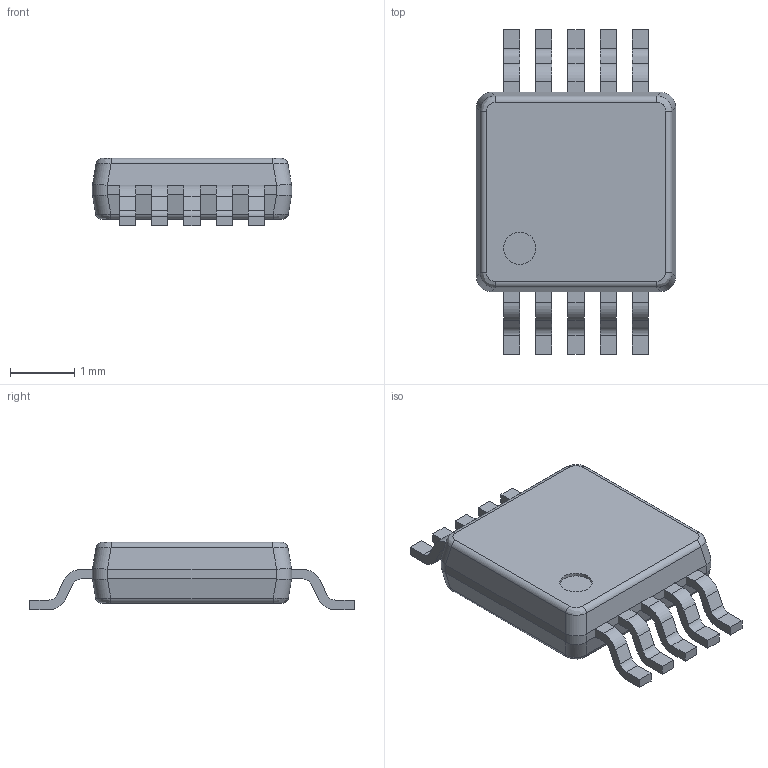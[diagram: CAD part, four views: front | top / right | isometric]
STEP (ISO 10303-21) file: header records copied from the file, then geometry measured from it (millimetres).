
FILE_DESCRIPTION(('STEP AP214'), '1');
FILE_NAME('MO-187BA-T', '', ('UNSPECIFIED'), ('UNSPECIFIED'), 'ASCON STEP Converter 1.3', 'ASCON Math Kernel', '');
FILE_SCHEMA(('AUTOMOTIVE_DESIGN { 1 0 10303 214 3 1 1}'));
Length unit declared in the file: millimetre
Bounding box: 3.1 x 5.05 x 1.05 mm (x, y, z)
Volume: 9.2 mm3; surface area: 49.7 mm2
Topology: 12 solids, 12 shells, 195 faces, 535 edges, 377 vertices
Faces by surface type: plane 126, cylinder 61, bspline 8
Full cylindrical faces by diameter (mm): 0.5 x1
Entity records: 7917 total; most frequent: CARTESIAN_POINT 1260, DIRECTION 1004, ORIENTED_EDGE 980, EDGE_CURVE 490, LINE 392, VECTOR 392, VERTEX_POINT 322, AXIS2_PLACEMENT_3D 306
